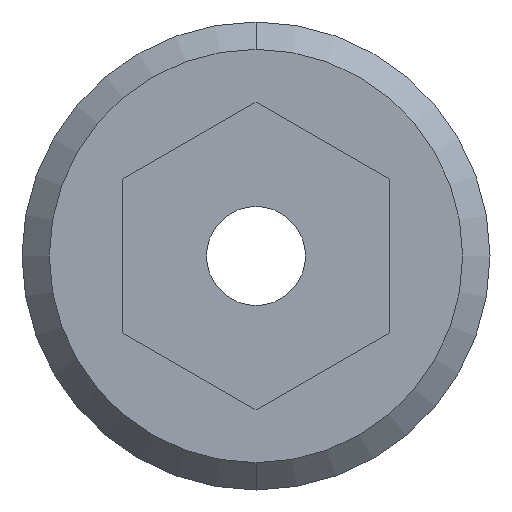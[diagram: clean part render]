
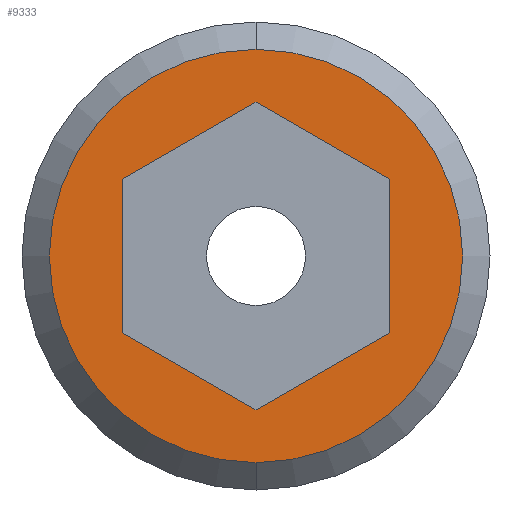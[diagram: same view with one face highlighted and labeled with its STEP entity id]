
A CAD part, left-side view. The second image highlights one B-rep face of the part: STEP entity #9333.
In plain terms, the highlighted planar face has unit normal (-1, 0, 0).
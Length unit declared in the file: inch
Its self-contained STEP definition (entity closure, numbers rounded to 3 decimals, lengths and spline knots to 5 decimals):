
#4389=CARTESIAN_POINT('',(-0.085,0.,0.));
#4390=DIRECTION('',(-1.,0.,0.));
#4391=DIRECTION('',(0.,1.,0.));
#4392=AXIS2_PLACEMENT_3D('',#4389,#4390,#4391);
#4407=DIRECTION('',(0.,0.5,0.866));
#4408=VECTOR('',#4407,0.04503);
#4409=CARTESIAN_POINT('',(-0.085,0.02252,-0.039));
#4410=LINE('',#4409,#4408);
#4411=DIRECTION('',(0.,1.,0.));
#4412=VECTOR('',#4411,0.04503);
#4413=CARTESIAN_POINT('',(-0.085,-0.02252,-0.039));
#4414=LINE('',#4413,#4412);
#4415=DIRECTION('',(0.,0.5,-0.866));
#4416=VECTOR('',#4415,0.04503);
#4417=CARTESIAN_POINT('',(-0.085,-0.04503,0.));
#4418=LINE('',#4417,#4416);
#4419=DIRECTION('',(0.,-0.5,-0.866));
#4420=VECTOR('',#4419,0.04503);
#4421=CARTESIAN_POINT('',(-0.085,-0.02252,0.039));
#4422=LINE('',#4421,#4420);
#4423=DIRECTION('',(0.,-1.,0.));
#4424=VECTOR('',#4423,0.04503);
#4425=CARTESIAN_POINT('',(-0.085,0.02252,0.039));
#4426=LINE('',#4425,#4424);
#4427=DIRECTION('',(0.,-0.5,0.866));
#4428=VECTOR('',#4427,0.04503);
#4429=CARTESIAN_POINT('',(-0.085,0.04503,0.));
#4430=LINE('',#4429,#4428);
#4431=CARTESIAN_POINT('',(-0.085,0.,0.));
#4432=DIRECTION('',(1.,0.,0.));
#4433=DIRECTION('',(0.,1.,0.));
#4434=AXIS2_PLACEMENT_3D('',#4431,#4432,#4433);
#4715=CARTESIAN_POINT('',(-0.085,0.0605,0.));
#4716=CARTESIAN_POINT('',(-0.085,-0.0605,0.));
#4717=VERTEX_POINT('',#4715);
#4718=VERTEX_POINT('',#4716);
#4735=CARTESIAN_POINT('',(-0.085,0.02252,-0.039));
#4736=CARTESIAN_POINT('',(-0.085,0.04503,0.));
#4737=VERTEX_POINT('',#4735);
#4738=VERTEX_POINT('',#4736);
#4739=CARTESIAN_POINT('',(-0.085,-0.02252,-0.039));
#4740=VERTEX_POINT('',#4739);
#4741=CARTESIAN_POINT('',(-0.085,-0.04503,0.));
#4742=VERTEX_POINT('',#4741);
#4743=CARTESIAN_POINT('',(-0.085,-0.02252,0.039));
#4744=VERTEX_POINT('',#4743);
#4745=CARTESIAN_POINT('',(-0.085,0.02252,0.039));
#4746=VERTEX_POINT('',#4745);
#9309=CARTESIAN_POINT('',(-0.085,0.,0.));
#9310=DIRECTION('',(1.,0.,0.));
#9311=DIRECTION('',(0.,-1.,0.));
#9312=AXIS2_PLACEMENT_3D('',#9309,#9310,#9311);
#9313=PLANE('',#9312);
#9314=ORIENTED_EDGE('',*,*,#9299,.F.);
#9316=ORIENTED_EDGE('',*,*,#9315,.T.);
#9317=EDGE_LOOP('',(#9314,#9316));
#9318=FACE_OUTER_BOUND('',#9317,.F.);
#9320=ORIENTED_EDGE('',*,*,#9319,.F.);
#9322=ORIENTED_EDGE('',*,*,#9321,.F.);
#9324=ORIENTED_EDGE('',*,*,#9323,.F.);
#9326=ORIENTED_EDGE('',*,*,#9325,.F.);
#9328=ORIENTED_EDGE('',*,*,#9327,.F.);
#9330=ORIENTED_EDGE('',*,*,#9329,.F.);
#9331=EDGE_LOOP('',(#9320,#9322,#9324,#9326,#9328,#9330));
#9332=FACE_BOUND('',#9331,.F.);
#4393=CIRCLE('',#4392,0.0605);
#4435=CIRCLE('',#4434,0.0605);
#9299=EDGE_CURVE('',#4717,#4718,#4393,.T.);
#9315=EDGE_CURVE('',#4717,#4718,#4435,.T.);
#9319=EDGE_CURVE('',#4737,#4738,#4410,.T.);
#9321=EDGE_CURVE('',#4740,#4737,#4414,.T.);
#9323=EDGE_CURVE('',#4742,#4740,#4418,.T.);
#9325=EDGE_CURVE('',#4744,#4742,#4422,.T.);
#9327=EDGE_CURVE('',#4746,#4744,#4426,.T.);
#9329=EDGE_CURVE('',#4738,#4746,#4430,.T.);
#9333=ADVANCED_FACE('',(#9318,#9332),#9313,.F.);
